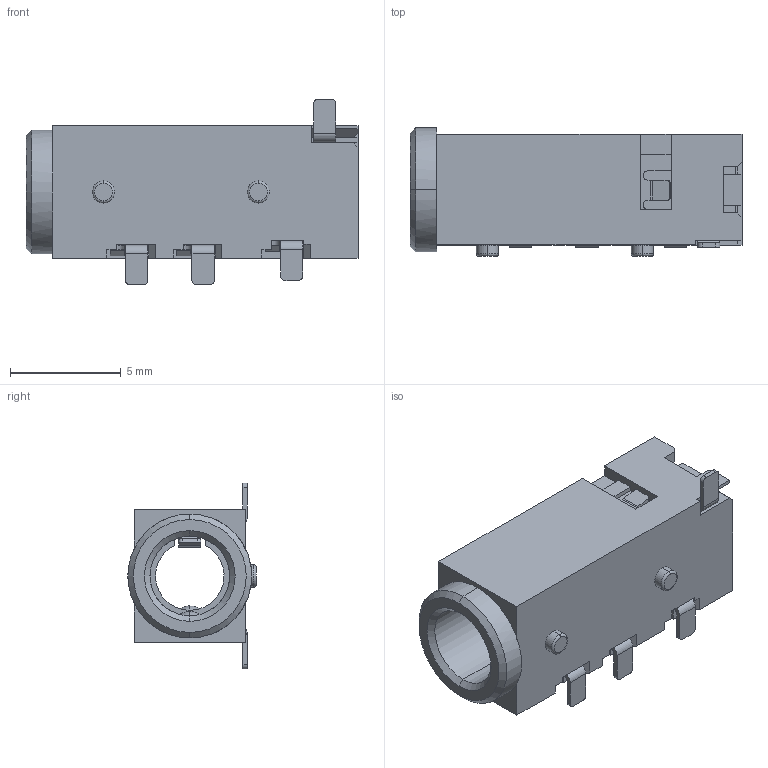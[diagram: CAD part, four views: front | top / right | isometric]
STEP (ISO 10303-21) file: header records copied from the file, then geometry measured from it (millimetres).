
FILE_DESCRIPTION (( 'STEP AP214' ), '1' );
FILE_NAME ('SJ2-3574A-SMT-TR.STEP', '2020-10-22T18:54:41', ( '' ), ( '' ), 'SwSTEP 2.0', 'SolidWorks 2017', '' );
FILE_SCHEMA (( 'AUTOMOTIVE_DESIGN' ));
Length unit declared in the file: millimetre
Products named in the file (1): SJ2-3574A-SMT-TR
Bounding box: 15 x 5.8 x 8.4 mm (x, y, z)
Volume: 292.6 mm3; surface area: 764.4 mm2
Topology: 9 solids, 9 shells, 313 faces, 835 edges, 538 vertices
Faces by surface type: plane 239, cylinder 60, sphere 6, torus 4, cone 4
Entity records: 9797 total; most frequent: CARTESIAN_POINT 1783, ORIENTED_EDGE 1670, DIRECTION 1585, EDGE_CURVE 835, VECTOR 689, LINE 689, VERTEX_POINT 538, AXIS2_PLACEMENT_3D 448
